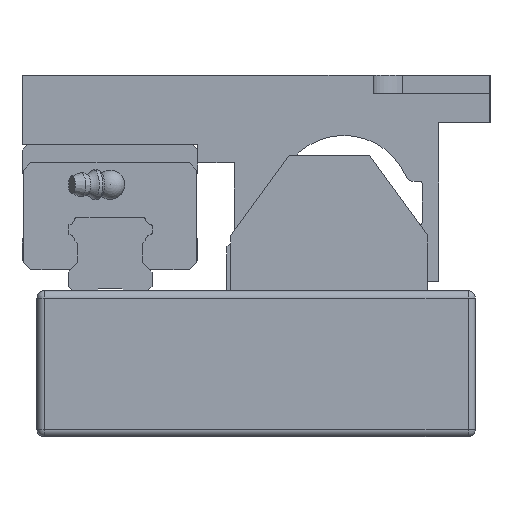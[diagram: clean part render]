
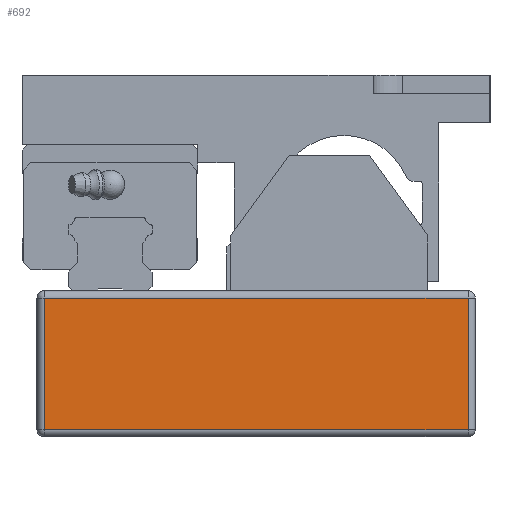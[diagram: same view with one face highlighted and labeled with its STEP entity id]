
A CAD part, left-side view. The second image highlights one B-rep face of the part: STEP entity #692.
In plain terms, the highlighted planar face has unit normal (-1, 0, 0).
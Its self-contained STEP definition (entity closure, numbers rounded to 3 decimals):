
#692 = ADVANCED_FACE( '', ( #1688 ), #1689, .T. );
#1688 = FACE_OUTER_BOUND( '', #3029, .T. );
#1689 = PLANE( '', #3030 );
#3029 = EDGE_LOOP( '', ( #4962, #4963, #4964, #4965 ) );
#3030 = AXIS2_PLACEMENT_3D( '', #4966, #4967, #4968 );
#4962 = ORIENTED_EDGE( '', *, *, #8104, .F. );
#4963 = ORIENTED_EDGE( '', *, *, #8115, .F. );
#4964 = ORIENTED_EDGE( '', *, *, #8116, .F. );
#4965 = ORIENTED_EDGE( '', *, *, #8117, .F. );
#4966 = CARTESIAN_POINT( '', ( -270., 58., 38. ) );
#4967 = DIRECTION( '', ( -1., 0., 0. ) );
#4968 = DIRECTION( '', ( 0., 0., 1. ) );
#8104 = EDGE_CURVE( '', #9866, #9868, #9869, .T. );
#8115 = EDGE_CURVE( '', #9885, #9866, #9886, .T. );
#8116 = EDGE_CURVE( '', #9575, #9885, #9887, .T. );
#8117 = EDGE_CURVE( '', #9868, #9575, #9888, .T. );
#9575 = VERTEX_POINT( '', #11909 );
#9866 = VERTEX_POINT( '', #12331 );
#9868 = VERTEX_POINT( '', #12333 );
#9869 = LINE( '', #12334, #12335 );
#9885 = VERTEX_POINT( '', #12356 );
#9886 = LINE( '', #12357, #12358 );
#9887 = LINE( '', #12359, #12360 );
#9888 = LINE( '', #12361, #12362 );
#11909 = CARTESIAN_POINT( '', ( -270., -58., 38. ) );
#12331 = CARTESIAN_POINT( '', ( -270., 58., 2. ) );
#12333 = CARTESIAN_POINT( '', ( -270., 58., 38. ) );
#12334 = CARTESIAN_POINT( '', ( -270., 58., 38. ) );
#12335 = VECTOR( '', #14556, 1000. );
#12356 = CARTESIAN_POINT( '', ( -270., -58., 2. ) );
#12357 = CARTESIAN_POINT( '', ( -270., 58., 2. ) );
#12358 = VECTOR( '', #14568, 1000. );
#12359 = CARTESIAN_POINT( '', ( -270., -58., 2. ) );
#12360 = VECTOR( '', #14569, 1000. );
#12361 = CARTESIAN_POINT( '', ( -270., -58., 38. ) );
#12362 = VECTOR( '', #14570, 1000. );
#14556 = DIRECTION( '', ( 0., 0., 1. ) );
#14568 = DIRECTION( '', ( 0., 1., 0. ) );
#14569 = DIRECTION( '', ( 0., 0., -1. ) );
#14570 = DIRECTION( '', ( 0., -1., 0. ) );
